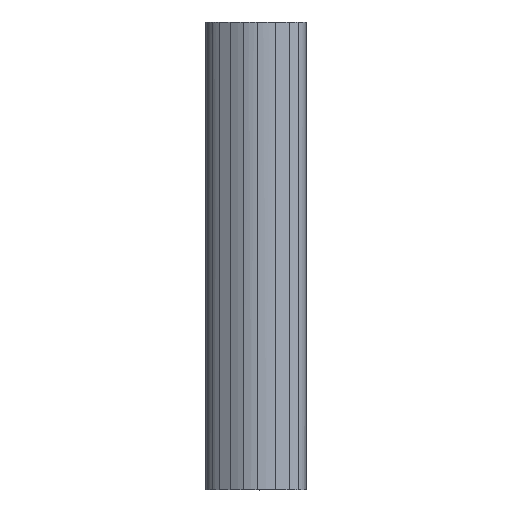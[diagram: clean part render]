
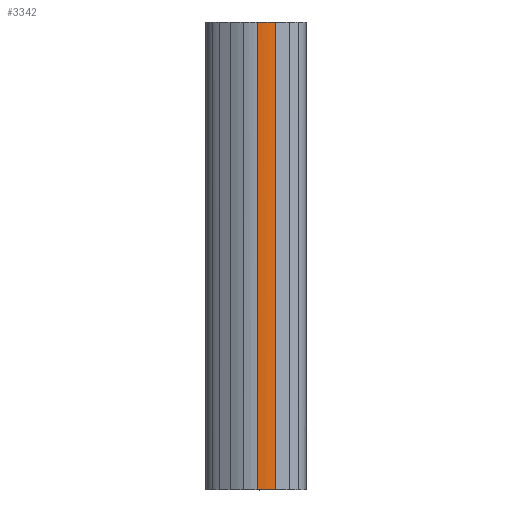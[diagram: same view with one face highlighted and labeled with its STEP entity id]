
A CAD part, top view. The second image highlights one B-rep face of the part: STEP entity #3342.
In plain terms, the highlighted free-form (B-spline) face has degree [3, 1] with [4, 2] control points.
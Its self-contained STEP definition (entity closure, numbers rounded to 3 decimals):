
#91=LINE('',#4582,#268);
#92=LINE('',#4596,#269);
#268=VECTOR('',#3605,10.);
#269=VECTOR('',#3606,10.);
#445=(
BOUNDED_SURFACE()
B_SPLINE_SURFACE(3,1,((#4583,#4584),(#4585,#4586),(#4587,#4588),(#4589,
#4590)),.UNSPECIFIED.,.F.,.F.,.F.)
B_SPLINE_SURFACE_WITH_KNOTS((4,4),(2,2),(-1.,0.),(-15.,15.),
 .UNSPECIFIED.)
GEOMETRIC_REPRESENTATION_ITEM()
RATIONAL_B_SPLINE_SURFACE(((1.,1.),(1.,1.),(1.,1.),(1.,1.)))
REPRESENTATION_ITEM('')
SURFACE()
);
#633=FACE_OUTER_BOUND('',#831,.T.);
#831=EDGE_LOOP('',(#2418,#2419,#2420,#2421));
#1016=(
BOUNDED_CURVE()
B_SPLINE_CURVE(3,(#3906,#3907,#3908,#3909),.UNSPECIFIED.,.F.,.F.)
B_SPLINE_CURVE_WITH_KNOTS((4,4),(0.,1.),.UNSPECIFIED.)
CURVE()
GEOMETRIC_REPRESENTATION_ITEM()
RATIONAL_B_SPLINE_CURVE((1.,1.,1.,1.))
REPRESENTATION_ITEM('')
);
#1083=(
BOUNDED_CURVE()
B_SPLINE_CURVE(3,(#4592,#4593,#4594,#4595),.UNSPECIFIED.,.F.,.F.)
B_SPLINE_CURVE_WITH_KNOTS((4,4),(-1.,0.),.UNSPECIFIED.)
CURVE()
GEOMETRIC_REPRESENTATION_ITEM()
RATIONAL_B_SPLINE_CURVE((1.,1.,1.,1.))
REPRESENTATION_ITEM('')
);
#1352=VERTEX_POINT('',#3900);
#1353=VERTEX_POINT('',#3905);
#1419=VERTEX_POINT('',#4577);
#1420=VERTEX_POINT('',#4591);
#1706=EDGE_CURVE('',#1352,#1353,#1016,.T.);
#1811=EDGE_CURVE('',#1352,#1419,#91,.T.);
#1812=EDGE_CURVE('',#1420,#1419,#1083,.T.);
#1813=EDGE_CURVE('',#1353,#1420,#92,.T.);
#2418=ORIENTED_EDGE('',*,*,#1811,.T.);
#2419=ORIENTED_EDGE('',*,*,#1812,.F.);
#2420=ORIENTED_EDGE('',*,*,#1813,.F.);
#2421=ORIENTED_EDGE('',*,*,#1706,.F.);
#3342=ADVANCED_FACE('',(#633),#445,.T.);
#3605=DIRECTION('',(0.,1.,0.));
#3606=DIRECTION('',(0.,1.,0.));
#3900=CARTESIAN_POINT('',(11.795,-150.,25.167));
#3905=CARTESIAN_POINT('',(-0.035,-150.,26.164));
#3906=CARTESIAN_POINT('Ctrl Pts',(11.795,-150.,25.167));
#3907=CARTESIAN_POINT('Ctrl Pts',(7.358,-150.,25.907));
#3908=CARTESIAN_POINT('Ctrl Pts',(4.233,-150.,26.433));
#3909=CARTESIAN_POINT('Ctrl Pts',(-0.035,-150.,26.164));
#4577=CARTESIAN_POINT('',(11.795,150.,25.167));
#4582=CARTESIAN_POINT('',(11.795,0.,25.167));
#4583=CARTESIAN_POINT('Ctrl Pts',(-0.035,-150.,26.164));
#4584=CARTESIAN_POINT('Ctrl Pts',(-0.035,150.,26.164));
#4585=CARTESIAN_POINT('Ctrl Pts',(4.233,-150.,26.433));
#4586=CARTESIAN_POINT('Ctrl Pts',(4.233,150.,26.433));
#4587=CARTESIAN_POINT('Ctrl Pts',(7.358,-150.,25.907));
#4588=CARTESIAN_POINT('Ctrl Pts',(7.358,150.,25.907));
#4589=CARTESIAN_POINT('Ctrl Pts',(11.795,-150.,25.167));
#4590=CARTESIAN_POINT('Ctrl Pts',(11.795,150.,25.167));
#4591=CARTESIAN_POINT('',(-0.035,150.,26.164));
#4592=CARTESIAN_POINT('Ctrl Pts',(-0.035,150.,26.164));
#4593=CARTESIAN_POINT('Ctrl Pts',(4.233,150.,26.433));
#4594=CARTESIAN_POINT('Ctrl Pts',(7.358,150.,25.907));
#4595=CARTESIAN_POINT('Ctrl Pts',(11.795,150.,25.167));
#4596=CARTESIAN_POINT('',(-0.035,0.,26.164));
